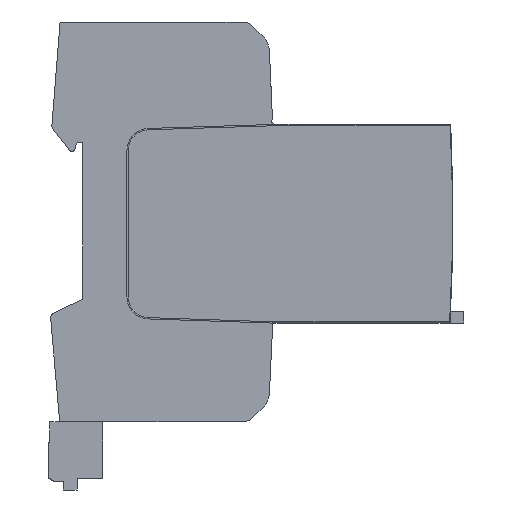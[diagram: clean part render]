
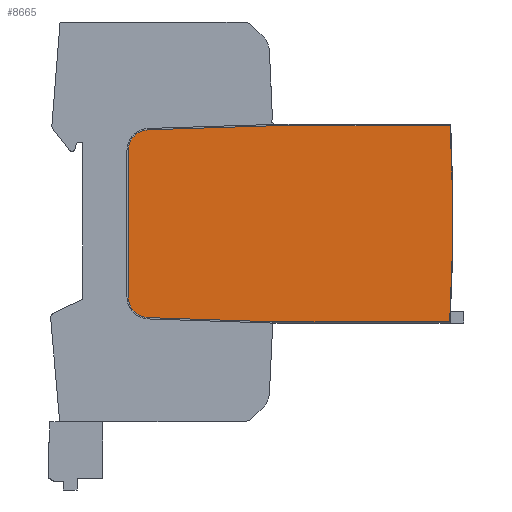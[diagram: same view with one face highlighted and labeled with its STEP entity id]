
A CAD part, left-side view. The second image highlights one B-rep face of the part: STEP entity #8665.
In plain terms, the highlighted planar face has unit normal (-1, 0, 0).
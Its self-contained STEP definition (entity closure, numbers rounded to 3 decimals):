
#931=CARTESIAN_POINT('',(-63.,336.41,0.75));
#932=DIRECTION('',(1.,0.,0.));
#933=DIRECTION('',(0.,-0.999,0.05));
#934=AXIS2_PLACEMENT_3D('',#931,#932,#933);
#936=DIRECTION('',(0.,1.,0.));
#937=VECTOR('',#936,39.924);
#938=CARTESIAN_POINT('',(-63.,-78.838,-22.527));
#939=LINE('',#938,#937);
#940=DIRECTION('',(0.,0.999,0.033));
#941=VECTOR('',#940,28.085);
#942=CARTESIAN_POINT('',(-63.,-38.914,
-22.527));
#943=LINE('',#942,#941);
#944=CARTESIAN_POINT('',(-63.,-11.,-16.9));
#945=DIRECTION('',(-1.,0.,0.));
#946=DIRECTION('',(0.,1.,0.));
#947=AXIS2_PLACEMENT_3D('',#944,#945,#946);
#949=DIRECTION('',(0.,0.,1.));
#950=VECTOR('',#949,33.);
#951=CARTESIAN_POINT('',(-63.,-6.3,-16.9));
#952=LINE('',#951,#950);
#953=CARTESIAN_POINT('',(-63.,-11.,16.1));
#954=DIRECTION('',(-1.,0.,0.));
#955=DIRECTION('',(0.,0.032,0.999));
#956=AXIS2_PLACEMENT_3D('',#953,#954,#955);
#958=DIRECTION('',(0.,-0.999,0.032));
#959=VECTOR('',#958,28.08);
#960=CARTESIAN_POINT('',(-63.,-10.849,20.798));
#961=LINE('',#960,#959);
#962=DIRECTION('',(0.,1.,0.));
#963=VECTOR('',#962,40.048);
#964=CARTESIAN_POINT('',(-63.,-78.962,21.7));
#965=LINE('',#964,#963);
#7774=CARTESIAN_POINT('',(-63.,-38.914,
-22.527));
#7775=VERTEX_POINT('',#7774);
#7776=CARTESIAN_POINT('',(-63.,-38.914,
21.7));
#7778=VERTEX_POINT('',#7776);
#7784=CARTESIAN_POINT('',(-63.,-10.844,-21.597));
#7785=VERTEX_POINT('',#7784);
#7786=CARTESIAN_POINT('',(-63.,-6.3,-16.9));
#7787=VERTEX_POINT('',#7786);
#7788=CARTESIAN_POINT('',(-63.,-6.3,16.1));
#7789=VERTEX_POINT('',#7788);
#7790=CARTESIAN_POINT('',(-63.,-10.849,20.798));
#7791=VERTEX_POINT('',#7790);
#8152=CARTESIAN_POINT('',(-63.,-78.962,21.7));
#8153=CARTESIAN_POINT('',(-63.,-78.838,-22.527));
#8154=VERTEX_POINT('',#8152);
#8155=VERTEX_POINT('',#8153);
#8642=CARTESIAN_POINT('',(-63.,0.,0.));
#8643=DIRECTION('',(1.,0.,0.));
#8644=DIRECTION('',(0.,1.,0.));
#8645=AXIS2_PLACEMENT_3D('',#8642,#8643,#8644);
#8646=PLANE('',#8645);
#8648=ORIENTED_EDGE('',*,*,#8647,.T.);
#8650=ORIENTED_EDGE('',*,*,#8649,.T.);
#8652=ORIENTED_EDGE('',*,*,#8651,.T.);
#8654=ORIENTED_EDGE('',*,*,#8653,.F.);
#8656=ORIENTED_EDGE('',*,*,#8655,.T.);
#8658=ORIENTED_EDGE('',*,*,#8657,.F.);
#8660=ORIENTED_EDGE('',*,*,#8659,.T.);
#8662=ORIENTED_EDGE('',*,*,#8661,.F.);
#8663=EDGE_LOOP('',(#8648,#8650,#8652,#8654,#8656,#8658,#8660,#8662));
#8664=FACE_OUTER_BOUND('',#8663,.F.);
#935=CIRCLE('',#934,415.9);
#948=CIRCLE('',#947,4.7);
#957=CIRCLE('',#956,4.7);
#8647=EDGE_CURVE('',#8154,#8155,#935,.T.);
#8649=EDGE_CURVE('',#8155,#7775,#939,.T.);
#8651=EDGE_CURVE('',#7775,#7785,#943,.T.);
#8653=EDGE_CURVE('',#7787,#7785,#948,.T.);
#8655=EDGE_CURVE('',#7787,#7789,#952,.T.);
#8657=EDGE_CURVE('',#7791,#7789,#957,.T.);
#8659=EDGE_CURVE('',#7791,#7778,#961,.T.);
#8661=EDGE_CURVE('',#8154,#7778,#965,.T.);
#8665=ADVANCED_FACE('',(#8664),#8646,.F.);
